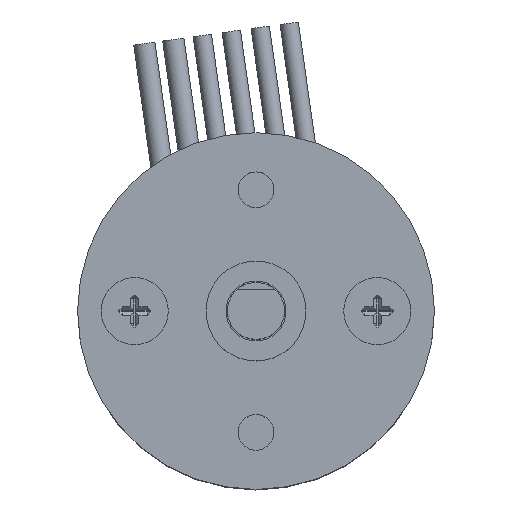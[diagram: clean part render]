
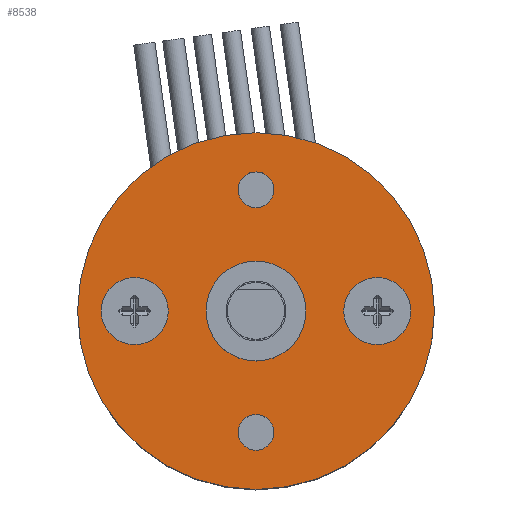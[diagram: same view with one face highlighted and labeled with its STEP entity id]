
A CAD part, top view. The second image highlights one B-rep face of the part: STEP entity #8538.
In plain terms, the highlighted planar face has unit normal (0, 0, 1).
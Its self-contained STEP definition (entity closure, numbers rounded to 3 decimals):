
#4 = CIRCLE ( 'NONE', #7688, 2.35 ) ;
#301 = VERTEX_POINT ( 'NONE', #7961 ) ;
#481 = ORIENTED_EDGE ( 'NONE', *, *, #23985, .F. ) ;
#891 = EDGE_LOOP ( 'NONE', ( #9912, #5138 ) ) ;
#1151 = AXIS2_PLACEMENT_3D ( 'NONE', #30556, #15940, #8563 ) ;
#1940 = CARTESIAN_POINT ( 'NONE',  ( 29.625, -8.5, 18.375 ) ) ;
#2198 = DIRECTION ( 'NONE',  ( -1., 0., 0. ) ) ;
#2508 = FACE_BOUND ( 'NONE', #5971, .T. ) ;
#2834 = DIRECTION ( 'NONE',  ( -1., 0., 0. ) ) ;
#2840 = EDGE_CURVE ( 'NONE', #9943, #18647, #25142, .T. ) ;
#2867 = CARTESIAN_POINT ( 'NONE',  ( 41.725, 0., 18.375 ) ) ;
#2906 = FACE_BOUND ( 'NONE', #27168, .T. ) ;
#3232 = AXIS2_PLACEMENT_3D ( 'NONE', #20247, #5449, #7911 ) ;
#3676 = DIRECTION ( 'NONE',  ( 0., 0., 1. ) ) ;
#3790 = CIRCLE ( 'NONE', #16661, 2.35 ) ;
#4092 = CARTESIAN_POINT ( 'NONE',  ( 43.375, 0., 18.375 ) ) ;
#4332 = CIRCLE ( 'NONE', #22843, 12.5 ) ;
#4597 = CARTESIAN_POINT ( 'NONE',  ( 20.025, 0., 18.375 ) ) ;
#4811 = DIRECTION ( 'NONE',  ( 0., 0., -1. ) ) ;
#4816 = FACE_BOUND ( 'NONE', #17180, .T. ) ;
#5128 = EDGE_CURVE ( 'NONE', #301, #24187, #30888, .T. ) ;
#5138 = ORIENTED_EDGE ( 'NONE', *, *, #2840, .F. ) ;
#5145 = AXIS2_PLACEMENT_3D ( 'NONE', #15489, #22948, #20593 ) ;
#5449 = DIRECTION ( 'NONE',  ( 0., 0., 1. ) ) ;
#5501 = EDGE_CURVE ( 'NONE', #23869, #27271, #23942, .T. ) ;
#5568 = CARTESIAN_POINT ( 'NONE',  ( 30.875, -8.5, 18.375 ) ) ;
#5906 = CARTESIAN_POINT ( 'NONE',  ( 32.125, 8.5, 18.375 ) ) ;
#5971 = EDGE_LOOP ( 'NONE', ( #15167, #22486 ) ) ;
#6626 = CIRCLE ( 'NONE', #8352, 12.5 ) ;
#6704 = VERTEX_POINT ( 'NONE', #16169 ) ;
#6709 = CARTESIAN_POINT ( 'NONE',  ( 30.875, 0., 18.375 ) ) ;
#7688 = AXIS2_PLACEMENT_3D ( 'NONE', #23389, #18665, #21146 ) ;
#7774 = VERTEX_POINT ( 'NONE', #4092 ) ;
#7911 = DIRECTION ( 'NONE',  ( 1., 0., 0. ) ) ;
#7961 = CARTESIAN_POINT ( 'NONE',  ( 37.025, 0., 18.375 ) ) ;
#8352 = AXIS2_PLACEMENT_3D ( 'NONE', #6709, #26537, #14374 ) ;
#8538 = ADVANCED_FACE ( 'NONE', ( #13684, #2508, #2906, #11336, #4816, #22183 ), #31732, .F. ) ;
#8563 = DIRECTION ( 'NONE',  ( 1., 0., 0. ) ) ;
#8749 = EDGE_LOOP ( 'NONE', ( #17421, #25827 ) ) ;
#8780 = CARTESIAN_POINT ( 'NONE',  ( 34.375, 0., 18.375 ) ) ;
#8850 = CARTESIAN_POINT ( 'NONE',  ( 22.375, 0., 18.375 ) ) ;
#8927 = AXIS2_PLACEMENT_3D ( 'NONE', #25765, #3676, #2834 ) ;
#9605 = CARTESIAN_POINT ( 'NONE',  ( 30.875, 0., 18.375 ) ) ;
#9606 = CARTESIAN_POINT ( 'NONE',  ( 18.375, 0., 18.375 ) ) ;
#9639 = EDGE_CURVE ( 'NONE', #6704, #14881, #3790, .T. ) ;
#9912 = ORIENTED_EDGE ( 'NONE', *, *, #31425, .F. ) ;
#9943 = VERTEX_POINT ( 'NONE', #27098 ) ;
#9957 = CIRCLE ( 'NONE', #1151, 2.35 ) ;
#10914 = DIRECTION ( 'NONE',  ( 1., 0., 0. ) ) ;
#11115 = VERTEX_POINT ( 'NONE', #18223 ) ;
#11336 = FACE_BOUND ( 'NONE', #891, .T. ) ;
#13195 = CARTESIAN_POINT ( 'NONE',  ( 30.875, 8.5, 18.375 ) ) ;
#13684 = FACE_BOUND ( 'NONE', #8749, .T. ) ;
#13914 = CIRCLE ( 'NONE', #19703, 1.25 ) ;
#14349 = EDGE_CURVE ( 'NONE', #11115, #23902, #15932, .T. ) ;
#14374 = DIRECTION ( 'NONE',  ( -1., 0., 0. ) ) ;
#14881 = VERTEX_POINT ( 'NONE', #4597 ) ;
#15167 = ORIENTED_EDGE ( 'NONE', *, *, #16053, .F. ) ;
#15489 = CARTESIAN_POINT ( 'NONE',  ( 30.875, 8.5, 18.375 ) ) ;
#15521 = EDGE_CURVE ( 'NONE', #23902, #11115, #15835, .T. ) ;
#15835 = CIRCLE ( 'NONE', #8927, 3.5 ) ;
#15932 = CIRCLE ( 'NONE', #31815, 3.5 ) ;
#15940 = DIRECTION ( 'NONE',  ( 0., 0., 1. ) ) ;
#16053 = EDGE_CURVE ( 'NONE', #24187, #301, #9957, .T. ) ;
#16146 = EDGE_CURVE ( 'NONE', #14881, #6704, #4, .T. ) ;
#16169 = CARTESIAN_POINT ( 'NONE',  ( 24.725, 0., 18.375 ) ) ;
#16661 = AXIS2_PLACEMENT_3D ( 'NONE', #8850, #31041, #30715 ) ;
#16985 = DIRECTION ( 'NONE',  ( 0., 0., 1. ) ) ;
#17015 = CARTESIAN_POINT ( 'NONE',  ( 30.875, 0., 18.375 ) ) ;
#17180 = EDGE_LOOP ( 'NONE', ( #17228, #21330 ) ) ;
#17228 = ORIENTED_EDGE ( 'NONE', *, *, #14349, .F. ) ;
#17421 = ORIENTED_EDGE ( 'NONE', *, *, #9639, .T. ) ;
#18223 = CARTESIAN_POINT ( 'NONE',  ( 27.375, 0., 18.375 ) ) ;
#18647 = VERTEX_POINT ( 'NONE', #5906 ) ;
#18665 = DIRECTION ( 'NONE',  ( 0., 0., -1. ) ) ;
#19486 = DIRECTION ( 'NONE',  ( -1., 0., 0. ) ) ;
#19589 = CARTESIAN_POINT ( 'NONE',  ( 30.875, 0., 18.375 ) ) ;
#19703 = AXIS2_PLACEMENT_3D ( 'NONE', #13195, #25606, #10914 ) ;
#19898 = ORIENTED_EDGE ( 'NONE', *, *, #22753, .F. ) ;
#20247 = CARTESIAN_POINT ( 'NONE',  ( 39.375, 0., 18.375 ) ) ;
#20421 = ORIENTED_EDGE ( 'NONE', *, *, #24307, .F. ) ;
#20593 = DIRECTION ( 'NONE',  ( 1., 0., 0. ) ) ;
#21146 = DIRECTION ( 'NONE',  ( -1., 0., 0. ) ) ;
#21330 = ORIENTED_EDGE ( 'NONE', *, *, #15521, .F. ) ;
#21399 = AXIS2_PLACEMENT_3D ( 'NONE', #17015, #24107, #19486 ) ;
#22053 = DIRECTION ( 'NONE',  ( 0., 0., 1. ) ) ;
#22071 = DIRECTION ( 'NONE',  ( -1., 0., 0. ) ) ;
#22183 = FACE_OUTER_BOUND ( 'NONE', #25335, .T. ) ;
#22486 = ORIENTED_EDGE ( 'NONE', *, *, #5128, .F. ) ;
#22626 = CIRCLE ( 'NONE', #22796, 1.25 ) ;
#22753 = EDGE_CURVE ( 'NONE', #27271, #23869, #22626, .T. ) ;
#22796 = AXIS2_PLACEMENT_3D ( 'NONE', #5568, #22947, #25092 ) ;
#22843 = AXIS2_PLACEMENT_3D ( 'NONE', #19589, #4811, #22071 ) ;
#22947 = DIRECTION ( 'NONE',  ( 0., 0., 1. ) ) ;
#22948 = DIRECTION ( 'NONE',  ( 0., 0., 1. ) ) ;
#23085 = AXIS2_PLACEMENT_3D ( 'NONE', #26978, #22053, #29335 ) ;
#23389 = CARTESIAN_POINT ( 'NONE',  ( 22.375, 0., 18.375 ) ) ;
#23869 = VERTEX_POINT ( 'NONE', #1940 ) ;
#23902 = VERTEX_POINT ( 'NONE', #8780 ) ;
#23942 = CIRCLE ( 'NONE', #23085, 1.25 ) ;
#23985 = EDGE_CURVE ( 'NONE', #7774, #25940, #4332, .T. ) ;
#24107 = DIRECTION ( 'NONE',  ( 0., 0., -1. ) ) ;
#24187 = VERTEX_POINT ( 'NONE', #2867 ) ;
#24307 = EDGE_CURVE ( 'NONE', #25940, #7774, #6626, .T. ) ;
#25092 = DIRECTION ( 'NONE',  ( 1., 0., 0. ) ) ;
#25142 = CIRCLE ( 'NONE', #5145, 1.25 ) ;
#25335 = EDGE_LOOP ( 'NONE', ( #481, #20421 ) ) ;
#25606 = DIRECTION ( 'NONE',  ( 0., 0., 1. ) ) ;
#25765 = CARTESIAN_POINT ( 'NONE',  ( 30.875, 0., 18.375 ) ) ;
#25827 = ORIENTED_EDGE ( 'NONE', *, *, #16146, .T. ) ;
#25940 = VERTEX_POINT ( 'NONE', #9606 ) ;
#26537 = DIRECTION ( 'NONE',  ( 0., 0., -1. ) ) ;
#26978 = CARTESIAN_POINT ( 'NONE',  ( 30.875, -8.5, 18.375 ) ) ;
#27098 = CARTESIAN_POINT ( 'NONE',  ( 29.625, 8.5, 18.375 ) ) ;
#27168 = EDGE_LOOP ( 'NONE', ( #19898, #29893 ) ) ;
#27221 = CARTESIAN_POINT ( 'NONE',  ( 32.125, -8.5, 18.375 ) ) ;
#27271 = VERTEX_POINT ( 'NONE', #27221 ) ;
#29335 = DIRECTION ( 'NONE',  ( 1., 0., 0. ) ) ;
#29893 = ORIENTED_EDGE ( 'NONE', *, *, #5501, .F. ) ;
#30556 = CARTESIAN_POINT ( 'NONE',  ( 39.375, 0., 18.375 ) ) ;
#30715 = DIRECTION ( 'NONE',  ( -1., 0., 0. ) ) ;
#30888 = CIRCLE ( 'NONE', #3232, 2.35 ) ;
#31041 = DIRECTION ( 'NONE',  ( 0., 0., -1. ) ) ;
#31425 = EDGE_CURVE ( 'NONE', #18647, #9943, #13914, .T. ) ;
#31732 = PLANE ( 'NONE',  #21399 ) ;
#31815 = AXIS2_PLACEMENT_3D ( 'NONE', #9605, #16985, #2198 ) ;
